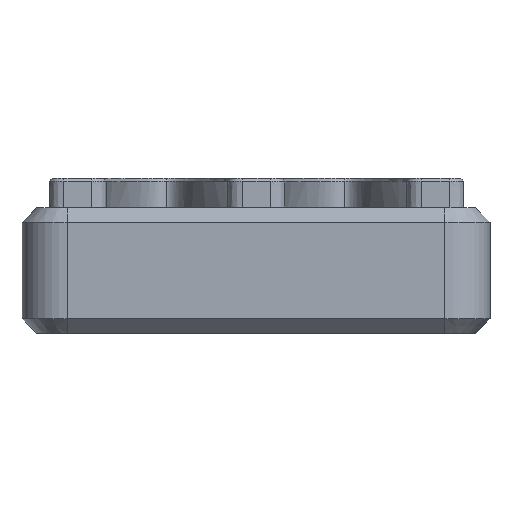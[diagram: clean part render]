
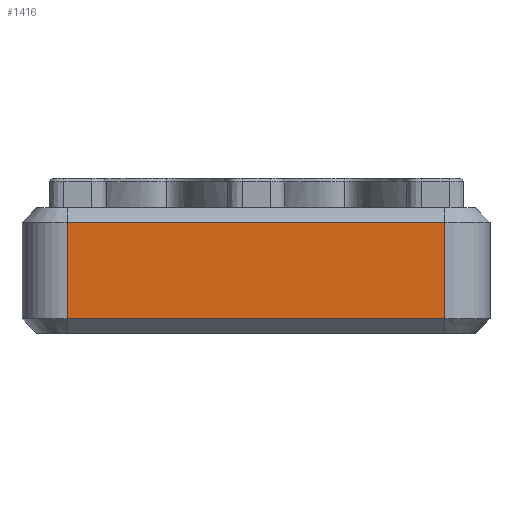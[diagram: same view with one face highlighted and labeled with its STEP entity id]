
A CAD part, front view. The second image highlights one B-rep face of the part: STEP entity #1416.
In plain terms, the highlighted planar face has unit normal (0, -1, 0).
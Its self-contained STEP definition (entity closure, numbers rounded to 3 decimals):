
#109=PLANE('',#1524);
#189=FACE_OUTER_BOUND('',#279,.T.);
#279=EDGE_LOOP('',(#1240,#1241,#1242,#1243));
#400=LINE('',#3218,#510);
#415=LINE('',#3264,#525);
#441=LINE('',#3347,#551);
#454=LINE('',#3383,#564);
#510=VECTOR('',#1634,10.);
#525=VECTOR('',#1683,10.);
#551=VECTOR('',#1765,10.);
#564=VECTOR('',#1806,10.);
#642=VERTEX_POINT('',#3210);
#644=VERTEX_POINT('',#3216);
#658=VERTEX_POINT('',#3262);
#681=VERTEX_POINT('',#3345);
#806=EDGE_CURVE('',#644,#642,#400,.T.);
#830=EDGE_CURVE('',#658,#644,#415,.T.);
#869=EDGE_CURVE('',#681,#658,#441,.T.);
#888=EDGE_CURVE('',#642,#681,#454,.T.);
#1240=ORIENTED_EDGE('',*,*,#806,.F.);
#1241=ORIENTED_EDGE('',*,*,#830,.F.);
#1242=ORIENTED_EDGE('',*,*,#869,.F.);
#1243=ORIENTED_EDGE('',*,*,#888,.F.);
#1416=ADVANCED_FACE('',(#189),#109,.T.);
#1524=AXIS2_PLACEMENT_3D('',#3382,#1804,#1805);
#1634=DIRECTION('',(-1.,0.,0.));
#1683=DIRECTION('',(0.,0.,-1.));
#1765=DIRECTION('',(1.,0.,0.));
#1804=DIRECTION('center_axis',(0.,-1.,0.));
#1805=DIRECTION('ref_axis',(-1.,0.,0.));
#1806=DIRECTION('',(0.,0.,1.));
#3210=CARTESIAN_POINT('',(288.825,-17.525,6.4));
#3216=CARTESIAN_POINT('',(301.725,-17.525,6.4));
#3218=CARTESIAN_POINT('',(299.275,-17.525,6.4));
#3262=CARTESIAN_POINT('',(301.725,-17.525,9.7));
#3264=CARTESIAN_POINT('',(301.725,-17.525,11.2));
#3345=CARTESIAN_POINT('',(288.825,-17.525,9.7));
#3347=CARTESIAN_POINT('',(299.275,-17.525,9.7));
#3382=CARTESIAN_POINT('Origin',(303.275,-17.525,11.2));
#3383=CARTESIAN_POINT('',(288.825,-17.525,11.2));
